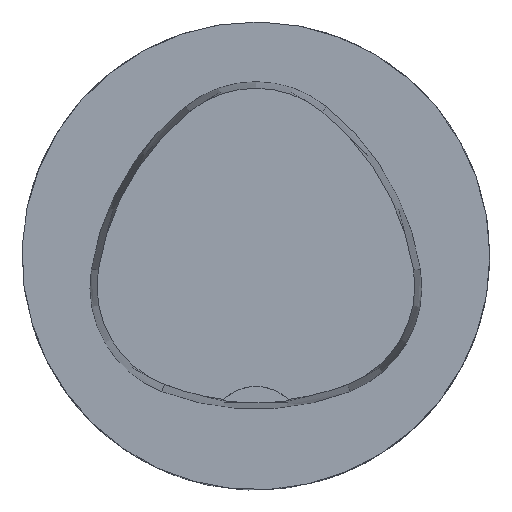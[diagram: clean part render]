
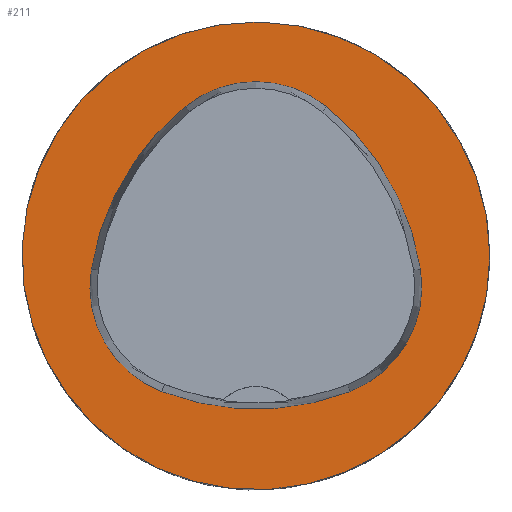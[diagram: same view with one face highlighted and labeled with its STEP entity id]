
A CAD part, top view. The second image highlights one B-rep face of the part: STEP entity #211.
In plain terms, the highlighted planar face has unit normal (0, 0, 1).
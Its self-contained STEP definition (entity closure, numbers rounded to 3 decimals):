
#120=FACE_BOUND('',#346,.T.);
#121=FACE_BOUND('',#347,.T.);
#141=PLANE('',#1228);
#211=ADVANCED_FACE('',(#120,#121),#141,.T.);
#346=EDGE_LOOP('',(#576,#577,#578,#579,#580,#581));
#347=EDGE_LOOP('',(#582));
#412=CIRCLE('',#1200,25.);
#413=CIRCLE('',#1206,28.);
#415=CIRCLE('',#1209,12.);
#417=CIRCLE('',#1212,28.);
#419=CIRCLE('',#1215,12.);
#422=CIRCLE('',#1219,28.);
#425=CIRCLE('',#1223,12.);
#576=ORIENTED_EDGE('',*,*,#912,.T.);
#577=ORIENTED_EDGE('',*,*,#907,.T.);
#578=ORIENTED_EDGE('',*,*,#902,.T.);
#579=ORIENTED_EDGE('',*,*,#899,.T.);
#580=ORIENTED_EDGE('',*,*,#896,.T.);
#581=ORIENTED_EDGE('',*,*,#892,.T.);
#582=ORIENTED_EDGE('',*,*,#883,.F.);
#774=VERTEX_POINT('',#1830);
#783=VERTEX_POINT('',#1849);
#784=VERTEX_POINT('',#1850);
#787=VERTEX_POINT('',#1858);
#789=VERTEX_POINT('',#1864);
#791=VERTEX_POINT('',#1870);
#795=VERTEX_POINT('',#1883);
#883=EDGE_CURVE('',#774,#774,#412,.T.);
#892=EDGE_CURVE('',#783,#784,#413,.T.);
#896=EDGE_CURVE('',#787,#783,#415,.T.);
#899=EDGE_CURVE('',#789,#787,#417,.T.);
#902=EDGE_CURVE('',#791,#789,#419,.T.);
#907=EDGE_CURVE('',#795,#791,#422,.T.);
#912=EDGE_CURVE('',#784,#795,#425,.T.);
#1200=AXIS2_PLACEMENT_3D('',#1829,#1406,#1407);
#1206=AXIS2_PLACEMENT_3D('',#1848,#1422,#1423);
#1209=AXIS2_PLACEMENT_3D('',#1857,#1430,#1431);
#1212=AXIS2_PLACEMENT_3D('',#1863,#1437,#1438);
#1215=AXIS2_PLACEMENT_3D('',#1869,#1444,#1445);
#1219=AXIS2_PLACEMENT_3D('',#1882,#1453,#1454);
#1223=AXIS2_PLACEMENT_3D('',#1895,#1462,#1463);
#1228=AXIS2_PLACEMENT_3D('',#1900,#1472,#1473);
#1406=DIRECTION('',(0.,0.,-1.));
#1407=DIRECTION('',(1.,0.,0.));
#1422=DIRECTION('',(0.,0.,-1.));
#1423=DIRECTION('',(1.,0.,0.));
#1430=DIRECTION('',(0.,0.,-1.));
#1431=DIRECTION('',(1.,0.,0.));
#1437=DIRECTION('',(0.,0.,-1.));
#1438=DIRECTION('',(1.,0.,0.));
#1444=DIRECTION('',(0.,0.,-1.));
#1445=DIRECTION('',(1.,0.,0.));
#1453=DIRECTION('',(0.,0.,-1.));
#1454=DIRECTION('',(1.,0.,0.));
#1462=DIRECTION('',(0.,0.,-1.));
#1463=DIRECTION('',(1.,0.,0.));
#1472=DIRECTION('',(0.,0.,1.));
#1473=DIRECTION('',(1.,0.,0.));
#1829=CARTESIAN_POINT('',(0.,0.,
0.));
#1830=CARTESIAN_POINT('',(25.,0.,0.));
#1848=CARTESIAN_POINT('',(-10.068,-5.824,0.));
#1849=CARTESIAN_POINT('',(7.531,15.953,0.));
#1850=CARTESIAN_POINT('',(17.584,-1.424,0.));
#1857=CARTESIAN_POINT('',(-0.011,6.62,0.));
#1858=CARTESIAN_POINT('',(-7.567,15.942,0.));
#1863=CARTESIAN_POINT('',(10.063,-5.81,0.));
#1864=CARTESIAN_POINT('',(-17.59,-1.418,0.));
#1869=CARTESIAN_POINT('',(-5.739,-3.3,0.));
#1870=CARTESIAN_POINT('',(-10.05,-14.499,0.));
#1882=CARTESIAN_POINT('',(0.01,11.631,0.));
#1883=CARTESIAN_POINT('',(10.025,-14.516,0.));
#1895=CARTESIAN_POINT('',(5.733,-3.31,0.));
#1900=CARTESIAN_POINT('',(0.,0.,
0.));
